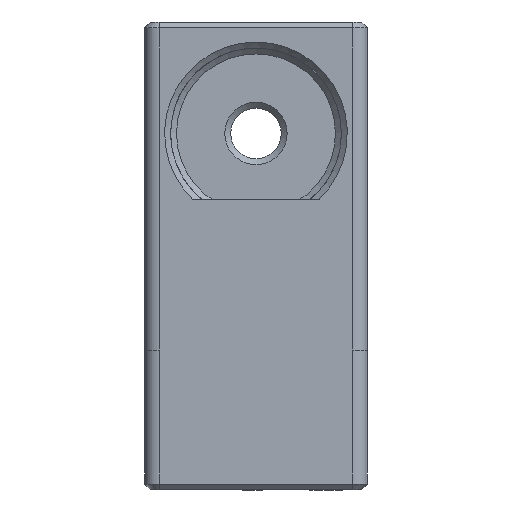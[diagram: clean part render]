
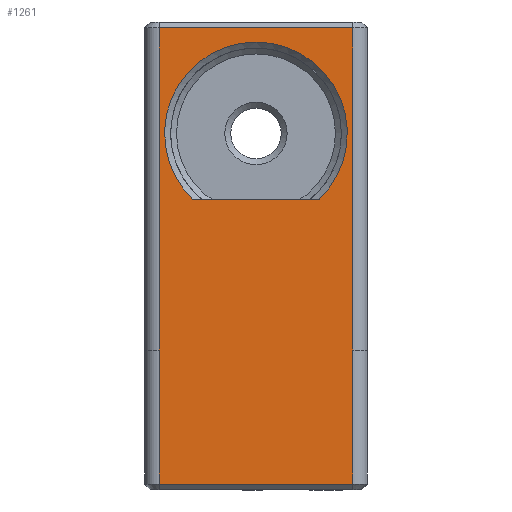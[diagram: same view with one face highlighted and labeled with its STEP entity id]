
A CAD part, front view. The second image highlights one B-rep face of the part: STEP entity #1261.
In plain terms, the highlighted planar face has unit normal (0, -1, 0).
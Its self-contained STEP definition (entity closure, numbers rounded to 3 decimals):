
#23=FACE_BOUND('',#193,.T.);
#113=FACE_OUTER_BOUND('',#192,.T.);
#192=EDGE_LOOP('',(#1017,#1018,#1019,#1020,#1021,#1022,#1023,#1024,#1025,
#1026));
#193=EDGE_LOOP('',(#1027,#1028));
#231=CIRCLE('',#1318,6.15);
#255=CIRCLE('',#1375,1.);
#346=LINE('',#3692,#461);
#350=LINE('',#4726,#465);
#352=LINE('',#4732,#467);
#353=LINE('',#4734,#468);
#354=LINE('',#4736,#469);
#355=LINE('',#4738,#470);
#356=LINE('',#4740,#471);
#357=LINE('',#4741,#472);
#358=LINE('',#4743,#473);
#359=LINE('',#4746,#474);
#461=VECTOR('',#1612,1000.);
#465=VECTOR('',#1626,1000.);
#467=VECTOR('',#1632,1000.);
#468=VECTOR('',#1633,1000.);
#469=VECTOR('',#1634,1000.);
#470=VECTOR('',#1635,1000.);
#471=VECTOR('',#1636,10.);
#472=VECTOR('',#1637,1000.);
#473=VECTOR('',#1638,1000.);
#474=VECTOR('',#1641,1000.);
#542=VERTEX_POINT('',#3008);
#543=VERTEX_POINT('',#3012);
#586=VERTEX_POINT('',#3687);
#587=VERTEX_POINT('',#3691);
#589=VERTEX_POINT('',#4730);
#590=VERTEX_POINT('',#4731);
#591=VERTEX_POINT('',#4733);
#592=VERTEX_POINT('',#4735);
#593=VERTEX_POINT('',#4737);
#594=VERTEX_POINT('',#4739);
#595=VERTEX_POINT('',#4742);
#596=VERTEX_POINT('',#4744);
#666=EDGE_CURVE('',#542,#543,#231,.T.);
#737=EDGE_CURVE('',#586,#587,#346,.T.);
#742=EDGE_CURVE('',#543,#542,#350,.T.);
#744=EDGE_CURVE('',#589,#590,#352,.T.);
#745=EDGE_CURVE('',#591,#589,#353,.T.);
#746=EDGE_CURVE('',#592,#591,#354,.T.);
#747=EDGE_CURVE('',#593,#592,#355,.T.);
#748=EDGE_CURVE('',#593,#594,#356,.T.);
#749=EDGE_CURVE('',#587,#594,#357,.T.);
#750=EDGE_CURVE('',#595,#586,#358,.T.);
#751=EDGE_CURVE('',#596,#595,#255,.T.);
#752=EDGE_CURVE('',#590,#596,#359,.T.);
#1017=ORIENTED_EDGE('',*,*,#744,.F.);
#1018=ORIENTED_EDGE('',*,*,#745,.F.);
#1019=ORIENTED_EDGE('',*,*,#746,.F.);
#1020=ORIENTED_EDGE('',*,*,#747,.F.);
#1021=ORIENTED_EDGE('',*,*,#748,.T.);
#1022=ORIENTED_EDGE('',*,*,#749,.F.);
#1023=ORIENTED_EDGE('',*,*,#737,.F.);
#1024=ORIENTED_EDGE('',*,*,#750,.F.);
#1025=ORIENTED_EDGE('',*,*,#751,.F.);
#1026=ORIENTED_EDGE('',*,*,#752,.F.);
#1027=ORIENTED_EDGE('',*,*,#666,.F.);
#1028=ORIENTED_EDGE('',*,*,#742,.F.);
#1208=PLANE('',#1374);
#1261=ADVANCED_FACE('',(#113,#23),#1208,.T.);
#1318=AXIS2_PLACEMENT_3D('',#3013,#1469,#1470);
#1374=AXIS2_PLACEMENT_3D('',#4729,#1630,#1631);
#1375=AXIS2_PLACEMENT_3D('',#4745,#1639,#1640);
#1469=DIRECTION('center_axis',(0.,-1.,0.));
#1470=DIRECTION('ref_axis',(-1.,0.,0.));
#1612=DIRECTION('',(1.,0.,0.));
#1626=DIRECTION('',(1.,0.,0.));
#1630=DIRECTION('center_axis',(0.,-1.,0.));
#1631=DIRECTION('ref_axis',(-1.,0.,0.));
#1632=DIRECTION('',(0.,0.,1.));
#1633=DIRECTION('',(-1.,0.,0.));
#1634=DIRECTION('',(0.,0.,-1.));
#1635=DIRECTION('',(0.,0.,-1.));
#1636=DIRECTION('',(-1.,0.,0.));
#1637=DIRECTION('',(0.,0.,-1.));
#1638=DIRECTION('',(0.,0.,1.));
#1639=DIRECTION('center_axis',(0.,0.,
-1.));
#1640=DIRECTION('ref_axis',(1.,0.,0.));
#1641=DIRECTION('',(0.,0.,1.));
#3008=CARTESIAN_POINT('',(111.742,-115.,285.248));
#3012=CARTESIAN_POINT('',(103.255,-115.,285.248));
#3013=CARTESIAN_POINT('Origin',(107.498,-115.,289.7));
#3687=CARTESIAN_POINT('',(100.998,-115.,296.8));
#3691=CARTESIAN_POINT('',(113.998,-115.,296.8));
#3692=CARTESIAN_POINT('',(114.998,-115.,296.8));
#4726=CARTESIAN_POINT('',(111.742,-115.,285.248));
#4729=CARTESIAN_POINT('Origin',(115.002,-115.,282.2));
#4730=CARTESIAN_POINT('',(101.002,-115.,266.1));
#4731=CARTESIAN_POINT('',(100.998,-115.,275.1));
#4732=CARTESIAN_POINT('',(101.002,-115.,286.2));
#4733=CARTESIAN_POINT('',(114.002,-115.,266.1));
#4734=CARTESIAN_POINT('',(115.002,-115.,266.1));
#4735=CARTESIAN_POINT('',(113.998,-115.,275.1));
#4736=CARTESIAN_POINT('',(114.002,-115.,282.2));
#4737=CARTESIAN_POINT('',(114.002,-115.,275.2));
#4738=CARTESIAN_POINT('',(114.002,-115.,282.2));
#4739=CARTESIAN_POINT('',(113.998,-115.,275.2));
#4740=CARTESIAN_POINT('',(111.251,-115.,275.2));
#4741=CARTESIAN_POINT('',(113.998,-115.,282.2));
#4742=CARTESIAN_POINT('',(100.998,-115.,275.2));
#4743=CARTESIAN_POINT('',(100.998,-115.,286.2));
#4744=CARTESIAN_POINT('',(101.002,-115.,275.2));
#4745=CARTESIAN_POINT('Origin',(100.998,-114.,275.2));
#4746=CARTESIAN_POINT('',(101.002,-115.,286.2));
